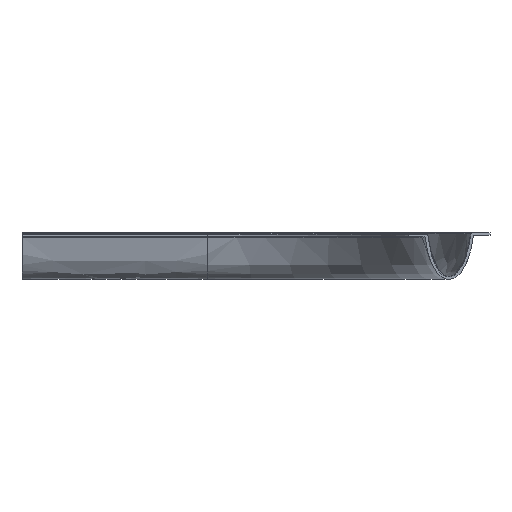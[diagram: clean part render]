
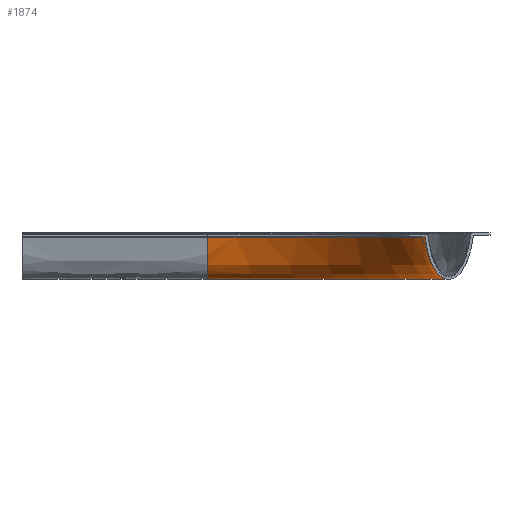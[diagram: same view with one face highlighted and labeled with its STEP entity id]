
A CAD part, front view. The second image highlights one B-rep face of the part: STEP entity #1874.
In plain terms, the highlighted face is a revolution surface.
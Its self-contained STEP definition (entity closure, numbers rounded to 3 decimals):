
#686 = VERTEX_POINT('',#687);
#687 = CARTESIAN_POINT('',(408.085,327.3,-0.88));
#872 = EDGE_CURVE('',#873,#686,#875,.T.);
#873 = VERTEX_POINT('',#874);
#874 = CARTESIAN_POINT('',(364.503,327.3,-1.892));
#875 = B_SPLINE_CURVE_WITH_KNOTS('',3,(#876,#877,#878,#879),
  .UNSPECIFIED.,.F.,.F.,(4,4),(0.,426.92),
  .PIECEWISE_BEZIER_KNOTS.);
#876 = CARTESIAN_POINT('',(364.409,327.3,-1.));
#877 = CARTESIAN_POINT('',(369.674,327.3,-52.832));
#878 = CARTESIAN_POINT('',(402.169,327.3,-52.832));
#879 = CARTESIAN_POINT('',(408.188,327.3,0.));
#1511 = VERTEX_POINT('',#1512);
#1512 = CARTESIAN_POINT('',(167.4,567.985,-0.88));
#1618 = EDGE_CURVE('',#686,#1511,#1619,.T.);
#1619 = ( BOUNDED_CURVE() B_SPLINE_CURVE(14,(#1620,#1621,#1622,#1623,
    #1624,#1625,#1626,#1627,#1628,#1629,#1630,#1631,#1632,#1633,#1634),
.UNSPECIFIED.,.F.,.F.) B_SPLINE_CURVE_WITH_KNOTS((15,15),(
327.307,705.51),.PIECEWISE_BEZIER_KNOTS.) CURVE() 
GEOMETRIC_REPRESENTATION_ITEM() RATIONAL_B_SPLINE_CURVE((1.,1.,
    1.,1.,1.,1.,
    1.,1.,1.,1.,
    1.,1.,1.,1.,1.)) 
REPRESENTATION_ITEM('') );
#1620 = CARTESIAN_POINT('',(408.085,327.3,-0.88));
#1621 = CARTESIAN_POINT('',(408.085,354.427,
    -0.88));
#1622 = CARTESIAN_POINT('',(404.792,381.547,
    -0.88));
#1623 = CARTESIAN_POINT('',(398.209,408.448,
    -0.88));
#1624 = CARTESIAN_POINT('',(388.279,433.73,
    -0.88));
#1625 = CARTESIAN_POINT('',(375.788,458.077,
    -0.88));
#1626 = CARTESIAN_POINT('',(359.981,480.857,
    -0.88));
#1627 = CARTESIAN_POINT('',(341.727,501.567,
    -0.88));
#1628 = CARTESIAN_POINT('',(320.934,519.943,
    -0.88));
#1629 = CARTESIAN_POINT('',(298.184,535.639,
    -0.88));
#1630 = CARTESIAN_POINT('',(273.787,548.357,
    -0.88));
#1631 = CARTESIAN_POINT('',(248.22,558.142,
    -0.88));
#1632 = CARTESIAN_POINT('',(221.547,564.718,
    -0.88));
#1633 = CARTESIAN_POINT('',(194.421,567.985,
    -0.88));
#1634 = CARTESIAN_POINT('',(167.4,567.985,-0.88));
#1874 = ADVANCED_FACE('',(#1875),#1906,.T.);
#1875 = FACE_BOUND('',#1876,.T.);
#1876 = EDGE_LOOP('',(#1877,#1878,#1898,#1905));
#1877 = ORIENTED_EDGE('',*,*,#872,.F.);
#1878 = ORIENTED_EDGE('',*,*,#1879,.T.);
#1879 = EDGE_CURVE('',#873,#1880,#1882,.T.);
#1880 = VERTEX_POINT('',#1881);
#1881 = CARTESIAN_POINT('',(167.4,524.403,-1.892));
#1882 = ( BOUNDED_CURVE() B_SPLINE_CURVE(14,(#1883,#1884,#1885,#1886,
    #1887,#1888,#1889,#1890,#1891,#1892,#1893,#1894,#1895,#1896,#1897),
.UNSPECIFIED.,.F.,.F.) B_SPLINE_CURVE_WITH_KNOTS((15,15),(
327.294,636.75),.PIECEWISE_BEZIER_KNOTS.) CURVE() 
GEOMETRIC_REPRESENTATION_ITEM() RATIONAL_B_SPLINE_CURVE((1.,1.,
    1.,1.,1.,1.,
    1.,1.,1.,1.,
    1.,1.,1.,1.,1.)) 
REPRESENTATION_ITEM('') );
#1883 = CARTESIAN_POINT('',(364.503,327.3,-1.892));
#1884 = CARTESIAN_POINT('',(364.503,349.512,
    -1.892));
#1885 = CARTESIAN_POINT('',(361.808,371.711,
    -1.891));
#1886 = CARTESIAN_POINT('',(356.421,393.771,
    -1.892));
#1887 = CARTESIAN_POINT('',(348.273,414.453,
    -1.892));
#1888 = CARTESIAN_POINT('',(338.063,434.394,
    -1.892));
#1889 = CARTESIAN_POINT('',(325.108,453.047,
    -1.892));
#1890 = CARTESIAN_POINT('',(310.166,470.012,
    -1.892));
#1891 = CARTESIAN_POINT('',(293.135,485.055,
    -1.892));
#1892 = CARTESIAN_POINT('',(274.505,497.916,
    -1.892));
#1893 = CARTESIAN_POINT('',(254.53,508.314,
    -1.892));
#1894 = CARTESIAN_POINT('',(233.613,516.341,
    -1.892));
#1895 = CARTESIAN_POINT('',(211.748,521.727,
    -1.892));
#1896 = CARTESIAN_POINT('',(189.531,524.403,
    -1.892));
#1897 = CARTESIAN_POINT('',(167.4,524.403,-1.892));
#1898 = ORIENTED_EDGE('',*,*,#1899,.T.);
#1899 = EDGE_CURVE('',#1880,#1511,#1900,.T.);
#1900 = B_SPLINE_CURVE_WITH_KNOTS('',3,(#1901,#1902,#1903,#1904),
  .UNSPECIFIED.,.F.,.F.,(4,4),(0.,426.92),
  .PIECEWISE_BEZIER_KNOTS.);
#1901 = CARTESIAN_POINT('',(167.4,524.309,-1.));
#1902 = CARTESIAN_POINT('',(167.4,529.574,-52.832));
#1903 = CARTESIAN_POINT('',(167.4,562.069,-52.832));
#1904 = CARTESIAN_POINT('',(167.4,568.088,0.));
#1905 = ORIENTED_EDGE('',*,*,#1618,.F.);
#1906 = SURFACE_OF_REVOLUTION('',#1907,#1912);
#1907 = B_SPLINE_CURVE_WITH_KNOTS('',3,(#1908,#1909,#1910,#1911),
  .UNSPECIFIED.,.F.,.F.,(4,4),(0.,426.92),
  .PIECEWISE_BEZIER_KNOTS.);
#1908 = CARTESIAN_POINT('',(364.409,327.3,-1.));
#1909 = CARTESIAN_POINT('',(369.674,327.3,-52.832));
#1910 = CARTESIAN_POINT('',(402.169,327.3,-52.832));
#1911 = CARTESIAN_POINT('',(408.188,327.3,0.));
#1912 = AXIS1_PLACEMENT('',#1913,#1914);
#1913 = CARTESIAN_POINT('',(167.4,327.3,1.));
#1914 = DIRECTION('',(0.,0.,1.));
